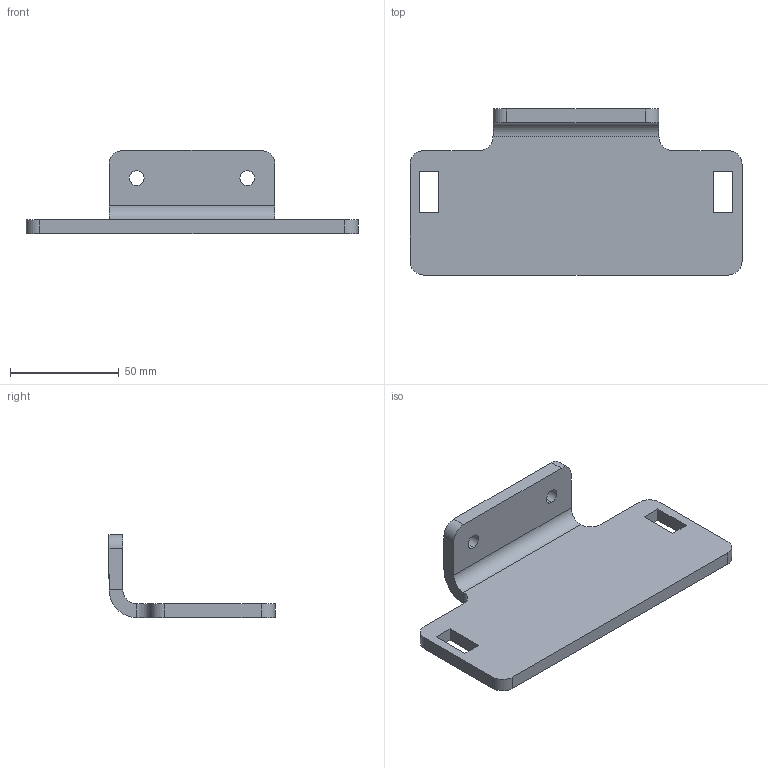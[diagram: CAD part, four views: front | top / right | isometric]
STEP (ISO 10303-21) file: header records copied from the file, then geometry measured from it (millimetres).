
FILE_DESCRIPTION (( 'STEP AP203' ), '1' );
FILE_NAME ('2234056068_Default_sldprt.STEP', '2023-01-20T01:28:22', ( '' ), ( '' ), 'SwSTEP 2.0', 'SolidWorks 2022', '' );
FILE_SCHEMA (( 'CONFIG_CONTROL_DESIGN' ));
Length unit declared in the file: inch
Products named in the file (1): 2234056068_Default_sldprt
Bounding box: 152.4 x 76.2 x 38.1 mm (x, y, z)
Volume: 75141.5 mm3; surface area: 27748.7 mm2
Topology: 1 solids, 1 shells, 36 faces, 94 edges, 60 vertices
Faces by surface type: plane 22, cylinder 14
Entity records: 1197 total; most frequent: DIRECTION 196, CARTESIAN_POINT 191, ORIENTED_EDGE 188, EDGE_CURVE 94, VECTOR 66, LINE 66, AXIS2_PLACEMENT_3D 65, VERTEX_POINT 60
